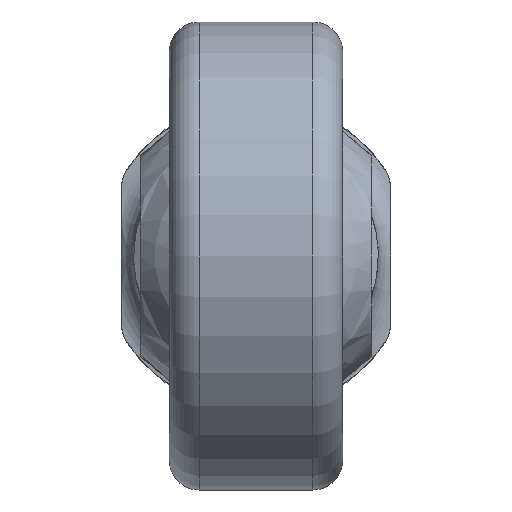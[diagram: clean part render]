
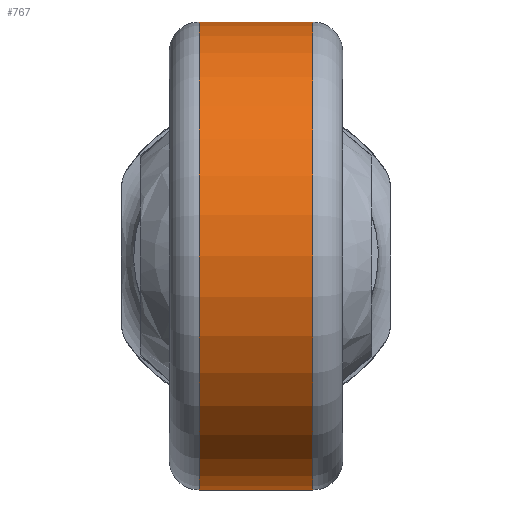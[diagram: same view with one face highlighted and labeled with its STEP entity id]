
A CAD part, front view. The second image highlights one B-rep face of the part: STEP entity #767.
In plain terms, the highlighted cylindrical face has radius 12.15 mm (diameter 24.3 mm), a partial arc.
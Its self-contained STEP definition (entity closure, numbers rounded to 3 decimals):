
#86=CYLINDRICAL_SURFACE('',#860,12.15);
#119=FACE_OUTER_BOUND('',#168,.T.);
#168=EDGE_LOOP('',(#642,#643,#644,#645));
#228=LINE('',#1445,#273);
#230=LINE('',#1450,#275);
#273=VECTOR('',#1038,10.);
#275=VECTOR('',#1044,10.);
#316=CIRCLE('',#856,12.15);
#317=CIRCLE('',#861,12.15);
#377=VERTEX_POINT('',#1397);
#381=VERTEX_POINT('',#1419);
#385=VERTEX_POINT('',#1444);
#386=VERTEX_POINT('',#1449);
#474=EDGE_CURVE('',#377,#381,#316,.T.);
#478=EDGE_CURVE('',#385,#381,#228,.T.);
#481=EDGE_CURVE('',#386,#377,#230,.T.);
#482=EDGE_CURVE('',#385,#386,#317,.T.);
#642=ORIENTED_EDGE('',*,*,#474,.F.);
#643=ORIENTED_EDGE('',*,*,#481,.F.);
#644=ORIENTED_EDGE('',*,*,#482,.F.);
#645=ORIENTED_EDGE('',*,*,#478,.T.);
#767=ADVANCED_FACE('',(#119),#86,.T.);
#856=AXIS2_PLACEMENT_3D('',#1423,#1030,#1031);
#860=AXIS2_PLACEMENT_3D('',#1448,#1042,#1043);
#861=AXIS2_PLACEMENT_3D('',#1451,#1045,#1046);
#1030=DIRECTION('center_axis',(-1.,0.,0.));
#1031=DIRECTION('ref_axis',(0.,-1.,0.));
#1038=DIRECTION('',(-1.,0.,0.));
#1042=DIRECTION('center_axis',(-1.,0.,0.));
#1043=DIRECTION('ref_axis',(0.,-1.,0.));
#1044=DIRECTION('',(-1.,0.,0.));
#1045=DIRECTION('center_axis',(1.,0.,0.));
#1046=DIRECTION('ref_axis',(0.,-1.,0.));
#1397=CARTESIAN_POINT('',(-2.95,6.052,-10.535));
#1419=CARTESIAN_POINT('',(-2.95,6.052,10.535));
#1423=CARTESIAN_POINT('Origin',(-2.95,0.,0.));
#1444=CARTESIAN_POINT('',(2.95,6.052,10.535));
#1445=CARTESIAN_POINT('',(4.5,6.052,10.535));
#1448=CARTESIAN_POINT('Origin',(4.5,0.,0.));
#1449=CARTESIAN_POINT('',(2.95,6.052,-10.535));
#1450=CARTESIAN_POINT('',(4.5,6.052,-10.535));
#1451=CARTESIAN_POINT('Origin',(2.95,0.,0.));
